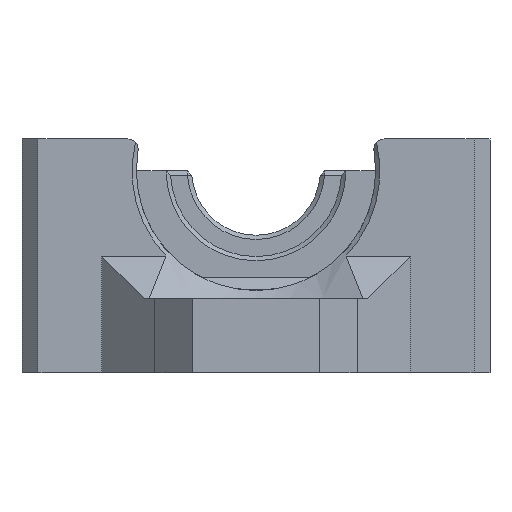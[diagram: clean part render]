
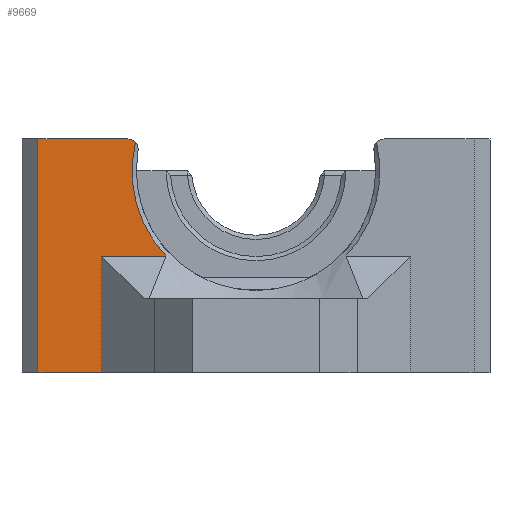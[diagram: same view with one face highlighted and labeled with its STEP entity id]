
A CAD part, front view. The second image highlights one B-rep face of the part: STEP entity #9669.
In plain terms, the highlighted planar face has unit normal (0, -1, 0).
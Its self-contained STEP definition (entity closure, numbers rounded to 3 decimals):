
#426=CIRCLE('',#10322,11.65);
#427=CIRCLE('',#10323,1.);
#915=FACE_OUTER_BOUND('',#1515,.T.);
#1515=EDGE_LOOP('',(#6640,#6641,#6642,#6643,#6644,#6645,#6646));
#2439=LINE('',#14463,#3268);
#2442=LINE('',#14473,#3271);
#2443=LINE('',#14475,#3272);
#2444=LINE('',#14477,#3273);
#2445=LINE('',#14478,#3274);
#3268=VECTOR('',#11569,10.);
#3271=VECTOR('',#11578,10.);
#3272=VECTOR('',#11579,10.);
#3273=VECTOR('',#11580,10.);
#3274=VECTOR('',#11581,10.);
#4103=VERTEX_POINT('',#14457);
#4105=VERTEX_POINT('',#14462);
#4107=VERTEX_POINT('',#14468);
#4108=VERTEX_POINT('',#14470);
#4109=VERTEX_POINT('',#14472);
#4110=VERTEX_POINT('',#14474);
#4111=VERTEX_POINT('',#14476);
#5060=EDGE_CURVE('',#4105,#4103,#2439,.T.);
#5063=EDGE_CURVE('',#4103,#4107,#426,.T.);
#5064=EDGE_CURVE('',#4107,#4108,#427,.T.);
#5065=EDGE_CURVE('',#4108,#4109,#2442,.T.);
#5066=EDGE_CURVE('',#4109,#4110,#2443,.T.);
#5067=EDGE_CURVE('',#4111,#4110,#2444,.T.);
#5068=EDGE_CURVE('',#4111,#4105,#2445,.T.);
#6640=ORIENTED_EDGE('',*,*,#5060,.T.);
#6641=ORIENTED_EDGE('',*,*,#5063,.T.);
#6642=ORIENTED_EDGE('',*,*,#5064,.T.);
#6643=ORIENTED_EDGE('',*,*,#5065,.T.);
#6644=ORIENTED_EDGE('',*,*,#5066,.T.);
#6645=ORIENTED_EDGE('',*,*,#5067,.F.);
#6646=ORIENTED_EDGE('',*,*,#5068,.T.);
#9384=PLANE('',#10321);
#9669=ADVANCED_FACE('',(#915),#9384,.F.);
#10321=AXIS2_PLACEMENT_3D('',#14467,#11572,#11573);
#10322=AXIS2_PLACEMENT_3D('',#14469,#11574,#11575);
#10323=AXIS2_PLACEMENT_3D('',#14471,#11576,#11577);
#11569=DIRECTION('',(1.,0.,0.));
#11572=DIRECTION('center_axis',(0.,1.,0.));
#11573=DIRECTION('ref_axis',(-1.,0.,0.));
#11574=DIRECTION('center_axis',(0.,1.,0.));
#11575=DIRECTION('ref_axis',(-1.,0.,0.));
#11576=DIRECTION('center_axis',(0.,-1.,0.));
#11577=DIRECTION('ref_axis',(0.763,0.,0.647));
#11578=DIRECTION('',(-1.,0.,0.));
#11579=DIRECTION('',(0.,0.,-1.));
#11580=DIRECTION('',(-1.,0.,0.));
#11581=DIRECTION('',(0.,0.,1.));
#14457=CARTESIAN_POINT('',(-8.469,0.,11.));
#14462=CARTESIAN_POINT('',(-14.5,0.,11.));
#14463=CARTESIAN_POINT('',(-4.75,0.,11.));
#14467=CARTESIAN_POINT('Origin',(0.,0.,0.));
#14468=CARTESIAN_POINT('',(-11.341,0.,21.667));
#14469=CARTESIAN_POINT('Origin',(0.,0.,
19.));
#14470=CARTESIAN_POINT('',(-12.086,0.,22.));
#14471=CARTESIAN_POINT('Origin',(-12.086,0.,
21.));
#14472=CARTESIAN_POINT('',(-20.5,0.,22.));
#14473=CARTESIAN_POINT('',(0.,0.,22.));
#14474=CARTESIAN_POINT('',(-20.5,0.,0.));
#14475=CARTESIAN_POINT('',(-20.5,0.,0.));
#14476=CARTESIAN_POINT('',(-14.5,0.,0.));
#14477=CARTESIAN_POINT('',(0.,0.,0.));
#14478=CARTESIAN_POINT('',(-14.5,0.,0.));
